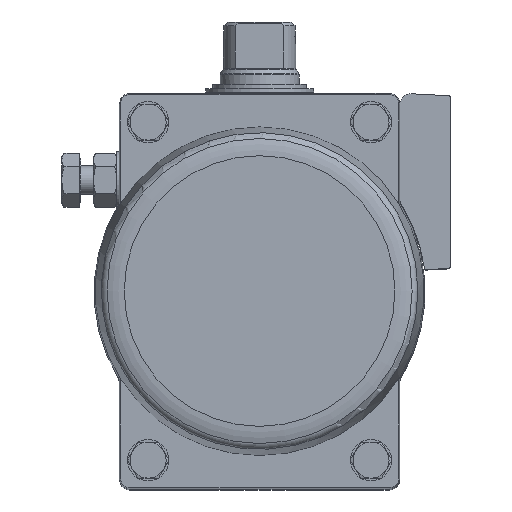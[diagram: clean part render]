
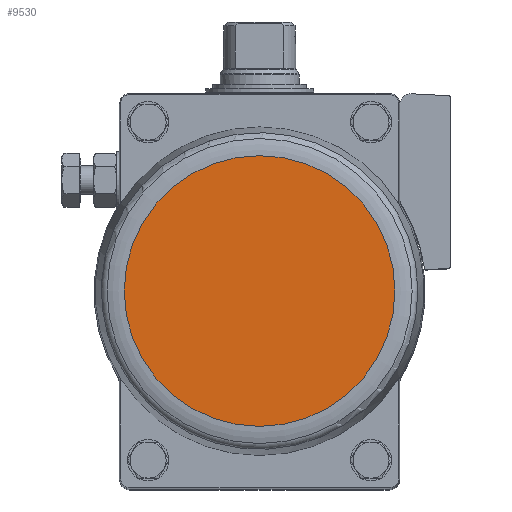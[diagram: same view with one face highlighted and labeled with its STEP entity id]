
A CAD part, top view. The second image highlights one B-rep face of the part: STEP entity #9530.
In plain terms, the highlighted planar face has unit normal (0, 0, 1).
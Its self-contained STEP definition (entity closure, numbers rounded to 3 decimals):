
#3459=ORIENTED_EDGE('',*,*,#5282,.T.);
#5282=EDGE_CURVE('',#6345,#6345,#6940,.T.);
#6345=VERTEX_POINT('',#15895);
#6940=CIRCLE('',#10500,37.65);
#7652=EDGE_LOOP('',(#3459));
#8502=FACE_BOUND('',#7652,.T.);
#9019=PLANE('',#10501);
#9530=ADVANCED_FACE('',(#8502),#9019,.F.);
#10500=AXIS2_PLACEMENT_3D('',#15894,#12692,#12693);
#10501=AXIS2_PLACEMENT_3D('',#15896,#12694,#12695);
#12692=DIRECTION('',(0.,0.,1.));
#12693=DIRECTION('',(1.,0.,0.));
#12694=DIRECTION('',(0.,0.,-1.));
#12695=DIRECTION('',(-1.,0.,0.));
#15894=CARTESIAN_POINT('',(0.,0.,111.55));
#15895=CARTESIAN_POINT('',(37.65,0.,111.55));
#15896=CARTESIAN_POINT('',(37.65,0.,111.55));
